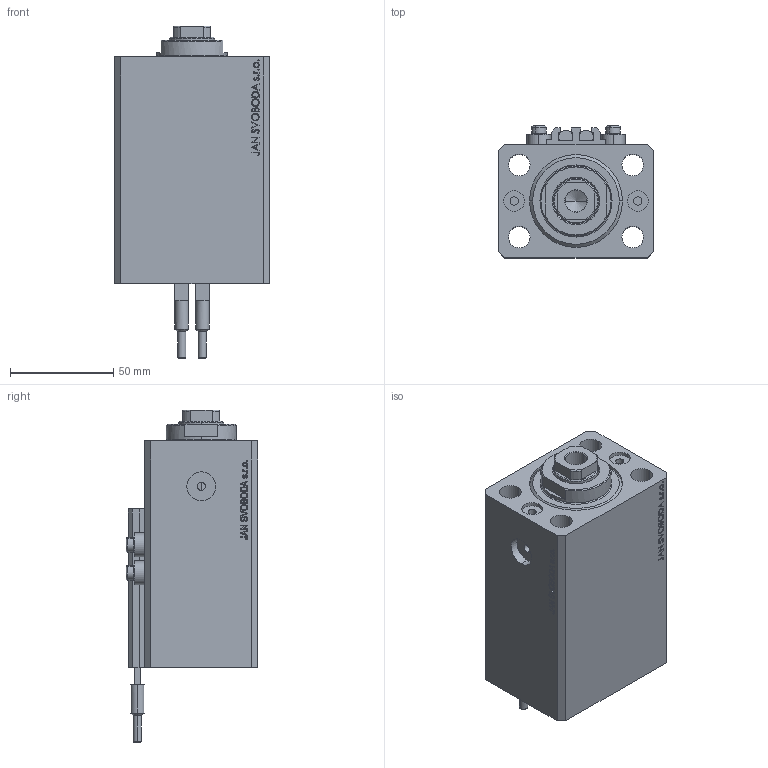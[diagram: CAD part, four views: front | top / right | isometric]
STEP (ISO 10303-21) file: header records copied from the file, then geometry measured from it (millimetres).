
FILE_DESCRIPTION (( 'STEP AP203' ), '1' );
FILE_NAME ('c2f7.STEP', '2023-10-07T17:05:14', ( '' ), ( '' ), 'SwSTEP 2.0', 'SolidWorks 2019', '' );
FILE_SCHEMA (( 'CONFIG_CONTROL_DESIGN' ));
Length unit declared in the file: millimetre
Products named in the file (6): V250CE_VC_C 8b73af7ecff115dff426aa6be85e1ab1; c2f7; V250CE_C_Body 8b73af7ecff115dff426aa6be85e1ab1; ALLEN BOLT V250CE 8b73af7ecff115dff426aa6be85e1ab1; SWITCH_V250CE 8b73af7ecff115dff426aa6be85e1ab1; V250CE_C_VCP 8b73af7ecff115dff426aa6be85e1ab1
Assembly tree (9 placements, depth 2):
  c2f7
    V250CE_C_Body 8b73af7ecff115dff426aa6be85e1ab1
    ALLEN BOLT V250CE 8b73af7ecff115dff426aa6be85e1ab1  x4
    V250CE_C_VCP 8b73af7ecff115dff426aa6be85e1ab1
    V250CE_VC_C 8b73af7ecff115dff426aa6be85e1ab1
    SWITCH_V250CE 8b73af7ecff115dff426aa6be85e1ab1  x2
Bounding box: 75 x 64 x 161 mm (x, y, z)
Volume: 412504.1 mm3; surface area: 93867 mm2
Topology: 10 solids, 10 shells, 1086 faces, 2708 edges, 1761 vertices
Faces by surface type: plane 536, bspline 374, cylinder 98, cone 60, torus 18
Entity records: 48055 total; most frequent: CARTESIAN_POINT 25988, ORIENTED_EDGE 4998, DIRECTION 3169, EDGE_CURVE 2499, VERTEX_POINT 1647, LINE 1517, VECTOR 1517, EDGE_LOOP 1108
